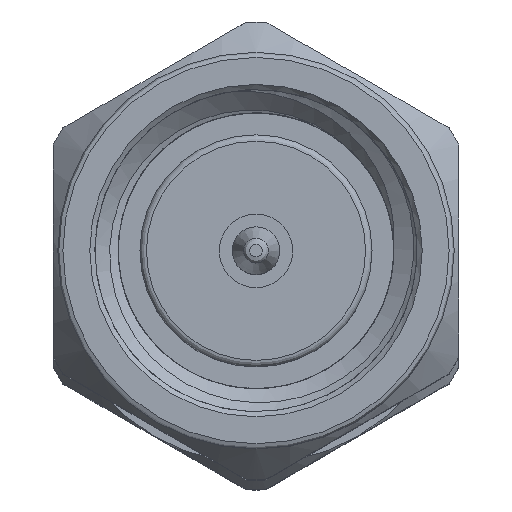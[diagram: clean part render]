
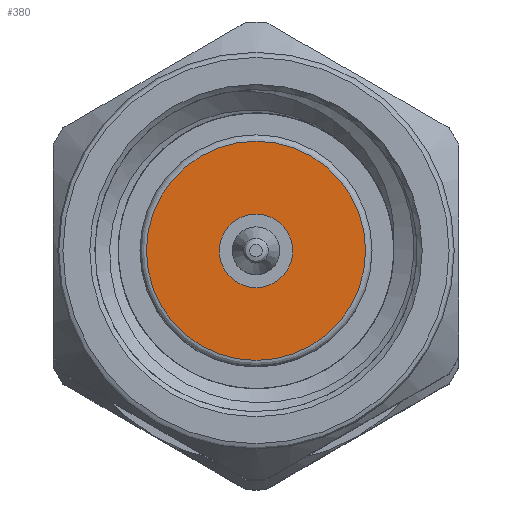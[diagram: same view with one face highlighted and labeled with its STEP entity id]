
A CAD part, top view. The second image highlights one B-rep face of the part: STEP entity #380.
In plain terms, the highlighted face is planar.
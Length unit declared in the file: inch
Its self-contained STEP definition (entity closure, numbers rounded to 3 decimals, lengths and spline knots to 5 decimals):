
#154 = CARTESIAN_POINT ( 'NONE',  ( 0.11, 0., -0.0285 ) ) ;
#170 = AXIS2_PLACEMENT_3D ( 'NONE', #1241, #616, #1043 ) ;
#380 = ADVANCED_FACE ( 'NONE', ( #2426, #424 ), #2015, .F. ) ;
#424 = FACE_OUTER_BOUND ( 'NONE', #2209, .T. ) ;
#564 = VERTEX_POINT ( 'NONE', #2603 ) ;
#608 = DIRECTION ( 'NONE',  ( 0., 0., -1. ) ) ;
#616 = DIRECTION ( 'NONE',  ( -1., 0., 0. ) ) ;
#624 = DIRECTION ( 'NONE',  ( -1., 0., 0. ) ) ;
#702 = AXIS2_PLACEMENT_3D ( 'NONE', #821, #2003, #608 ) ;
#749 = EDGE_CURVE ( 'NONE', #1191, #1191, #1487, .T. ) ;
#821 = CARTESIAN_POINT ( 'NONE',  ( 0.11, 0.125, 0. ) ) ;
#879 = CARTESIAN_POINT ( 'NONE',  ( 0.11, 0., 0. ) ) ;
#989 = EDGE_CURVE ( 'NONE', #564, #564, #2593, .T. ) ;
#1043 = DIRECTION ( 'NONE',  ( 0., 0., -1. ) ) ;
#1191 = VERTEX_POINT ( 'NONE', #154 ) ;
#1241 = CARTESIAN_POINT ( 'NONE',  ( 0.11, 0., 0. ) ) ;
#1306 = ORIENTED_EDGE ( 'NONE', *, *, #989, .T. ) ;
#1487 = CIRCLE ( 'NONE', #170, 0.0285 ) ;
#1832 = AXIS2_PLACEMENT_3D ( 'NONE', #879, #624, #1924 ) ;
#1924 = DIRECTION ( 'NONE',  ( 0., 0., -1. ) ) ;
#2003 = DIRECTION ( 'NONE',  ( 1., 0., 0. ) ) ;
#2015 = PLANE ( 'NONE',  #702 ) ;
#2209 = EDGE_LOOP ( 'NONE', ( #1306 ) ) ;
#2335 = EDGE_LOOP ( 'NONE', ( #2567 ) ) ;
#2426 = FACE_BOUND ( 'NONE', #2335, .T. ) ;
#2567 = ORIENTED_EDGE ( 'NONE', *, *, #749, .F. ) ;
#2593 = CIRCLE ( 'NONE', #1832, 0.085 ) ;
#2603 = CARTESIAN_POINT ( 'NONE',  ( 0.11, 0., -0.085 ) ) ;
